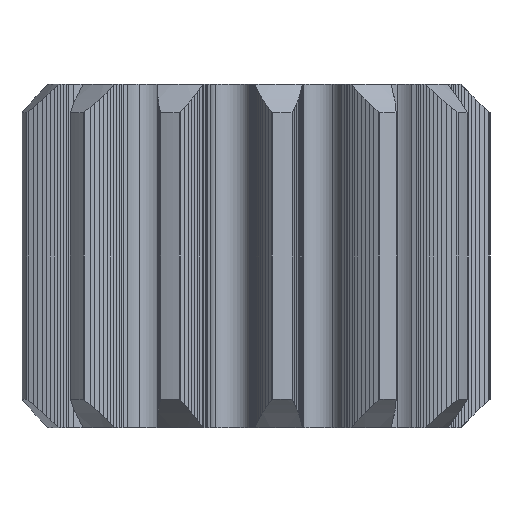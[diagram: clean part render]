
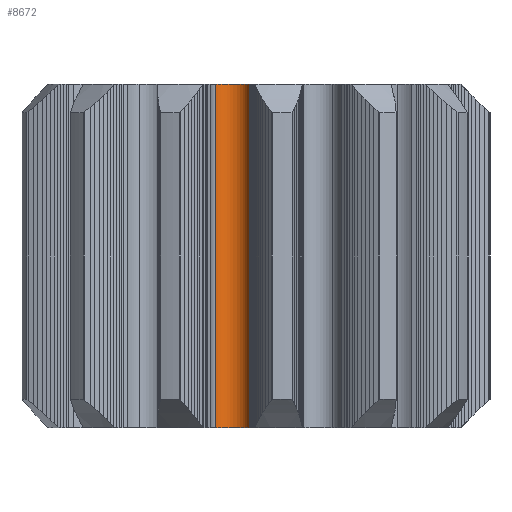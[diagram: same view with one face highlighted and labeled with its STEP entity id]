
A CAD part, left-side view. The second image highlights one B-rep face of the part: STEP entity #8672.
In plain terms, the highlighted cylindrical face has radius 0.35 mm (diameter 0.7 mm), a partial arc.
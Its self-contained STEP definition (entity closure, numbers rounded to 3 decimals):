
#467 = DIRECTION ( 'NONE',  ( 0., 0., -1. ) ) ;
#1269 = DIRECTION ( 'NONE',  ( 0., 0., -1. ) ) ;
#1386 = DIRECTION ( 'NONE',  ( -1., 0., 0. ) ) ;
#2941 = CARTESIAN_POINT ( 'NONE',  ( -3.249, 0.394, 3.5 ) ) ;
#3378 = CARTESIAN_POINT ( 'NONE',  ( -3.095, 0.08, -3. ) ) ;
#3661 = CARTESIAN_POINT ( 'NONE',  ( -3.024, 0.663, 3. ) ) ;
#4073 = CARTESIAN_POINT ( 'NONE',  ( -3.095, 0.08, 3.5 ) ) ;
#4469 = VERTEX_POINT ( 'NONE', #3378 ) ;
#4512 = CARTESIAN_POINT ( 'NONE',  ( -3.024, 0.663, 3.5 ) ) ;
#4685 = CIRCLE ( 'NONE', #16013, 0.35 ) ;
#5426 = CARTESIAN_POINT ( 'NONE',  ( -3.249, 0.394, 3. ) ) ;
#5777 = CARTESIAN_POINT ( 'NONE',  ( -3.024, 0.663, -3. ) ) ;
#5786 = ORIENTED_EDGE ( 'NONE', *, *, #13260, .F. ) ;
#7143 = DIRECTION ( 'NONE',  ( -0.121, -0.993, 0. ) ) ;
#7314 = CARTESIAN_POINT ( 'NONE',  ( -3.249, 0.394, -3. ) ) ;
#7809 = EDGE_CURVE ( 'NONE', #15598, #12489, #10305, .T. ) ;
#7994 = DIRECTION ( 'NONE',  ( 0., 0., 1. ) ) ;
#8002 = AXIS2_PLACEMENT_3D ( 'NONE', #2941, #13659, #1386 ) ;
#8604 = VECTOR ( 'NONE', #1269, 1000. ) ;
#8672 = ADVANCED_FACE ( 'NONE', ( #14023 ), #12110, .F. ) ;
#8765 = ORIENTED_EDGE ( 'NONE', *, *, #7809, .T. ) ;
#8798 = CIRCLE ( 'NONE', #11624, 0.35 ) ;
#10305 = LINE ( 'NONE', #4512, #10936 ) ;
#10508 = VERTEX_POINT ( 'NONE', #12423 ) ;
#10840 = ORIENTED_EDGE ( 'NONE', *, *, #17232, .T. ) ;
#10936 = VECTOR ( 'NONE', #12802, 1000. ) ;
#11624 = AXIS2_PLACEMENT_3D ( 'NONE', #7314, #467, #7143 ) ;
#12110 = CYLINDRICAL_SURFACE ( 'NONE', #8002, 0.35 ) ;
#12423 = CARTESIAN_POINT ( 'NONE',  ( -3.095, 0.08, 3. ) ) ;
#12489 = VERTEX_POINT ( 'NONE', #5777 ) ;
#12802 = DIRECTION ( 'NONE',  ( 0., 0., -1. ) ) ;
#13260 = EDGE_CURVE ( 'NONE', #10508, #4469, #16036, .T. ) ;
#13659 = DIRECTION ( 'NONE',  ( 0., 0., -1. ) ) ;
#14023 = FACE_OUTER_BOUND ( 'NONE', #17028, .T. ) ;
#14952 = EDGE_CURVE ( 'NONE', #12489, #4469, #8798, .T. ) ;
#15396 = ORIENTED_EDGE ( 'NONE', *, *, #14952, .T. ) ;
#15598 = VERTEX_POINT ( 'NONE', #3661 ) ;
#16013 = AXIS2_PLACEMENT_3D ( 'NONE', #5426, #7994, #16306 ) ;
#16036 = LINE ( 'NONE', #4073, #8604 ) ;
#16306 = DIRECTION ( 'NONE',  ( 1., 0., 0. ) ) ;
#17028 = EDGE_LOOP ( 'NONE', ( #10840, #8765, #15396, #5786 ) ) ;
#17232 = EDGE_CURVE ( 'NONE', #10508, #15598, #4685, .T. ) ;
